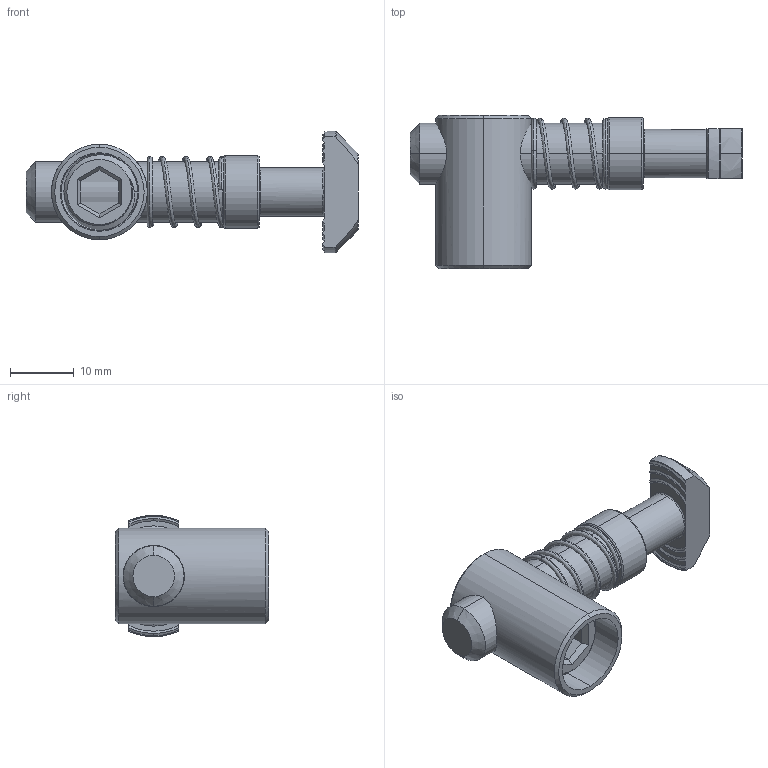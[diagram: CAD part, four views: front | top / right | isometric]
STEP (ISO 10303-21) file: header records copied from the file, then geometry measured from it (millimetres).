
FILE_DESCRIPTION (( 'STEP AP214' ), '1' );
FILE_NAME ('099b081511w.STEP', '2012-02-22T13:09:08', ( 'de01pc046' ), ( 'Fath GmbH' ), 'SwSTEP 2.0', 'SolidWorks 2011', '' );
FILE_SCHEMA (( 'AUTOMOTIVE_DESIGN' ));
Length unit declared in the file: millimetre
Products named in the file (5): 099b081511w; 099b081511s-1_Standard; 099b081511w-2_Standard; 4din914m1212m_4 din 914 m12 12; 099b081511s-3_Standard
Assembly tree (4 placements, depth 2):
  099b081511w
    099b081511w-2_Standard
    4din914m1212m_4 din 914 m12 12
    099b081511s-1_Standard
    099b081511s-3_Standard
Bounding box: 52 x 24 x 19 mm (x, y, z)
Volume: 6661.3 mm3; surface area: 5300.7 mm2
Topology: 4 solids, 4 shells, 131 faces, 327 edges, 206 vertices
Faces by surface type: plane 38, cone 34, cylinder 29, torus 21, bspline 9
Entity records: 8424 total; most frequent: CARTESIAN_POINT 5217, ORIENTED_EDGE 652, DIRECTION 634, EDGE_CURVE 326, AXIS2_PLACEMENT_3D 265, VERTEX_POINT 206, EDGE_LOOP 138, CIRCLE 136
